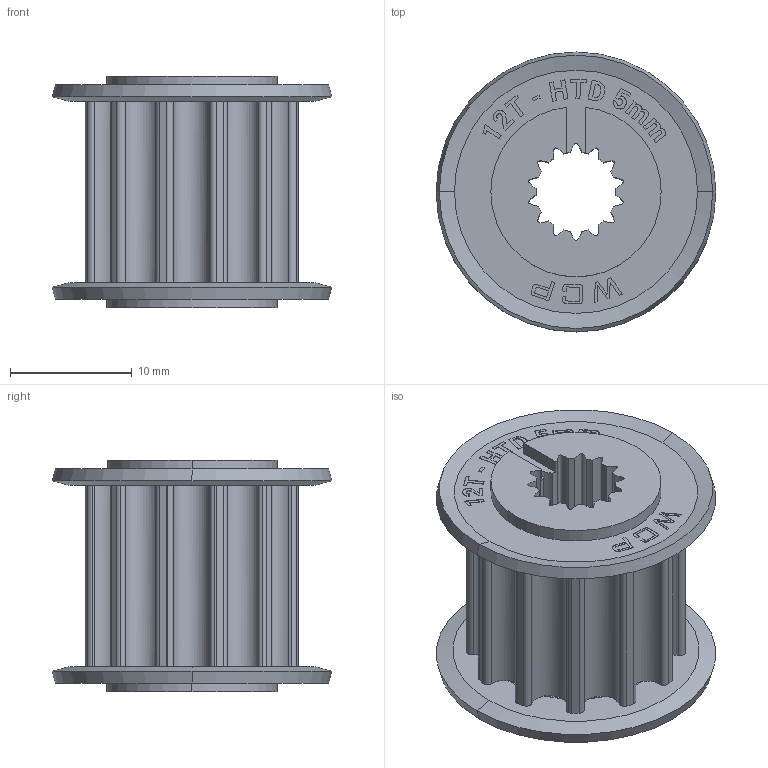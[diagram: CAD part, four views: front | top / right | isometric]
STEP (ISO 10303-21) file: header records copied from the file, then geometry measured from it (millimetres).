
FILE_DESCRIPTION (( 'STEP AP214' ), '1' );
FILE_NAME ('WCP-0454 Rev2.step', '2023-08-16T19:22:45', ( '' ), ( '' ), 'SwSTEP 2.0', 'SolidWorks 2022', '' );
FILE_SCHEMA (( 'AUTOMOTIVE_DESIGN' ));
Length unit declared in the file: inch
Products named in the file (1): WCP-0454 Rev2
Bounding box: 23 x 23 x 19.05 mm (x, y, z)
Volume: 3195.1 mm3; surface area: 3451.6 mm2
Topology: 2 solids, 2 shells, 321 faces, 871 edges, 570 vertices
Faces by surface type: plane 165, cylinder 87, bspline 57, cone 12
Entity records: 13902 total; most frequent: CARTESIAN_POINT 5916, ORIENTED_EDGE 1742, DIRECTION 1527, EDGE_CURVE 871, VERTEX_POINT 570, VECTOR 517, LINE 517, AXIS2_PLACEMENT_3D 505
